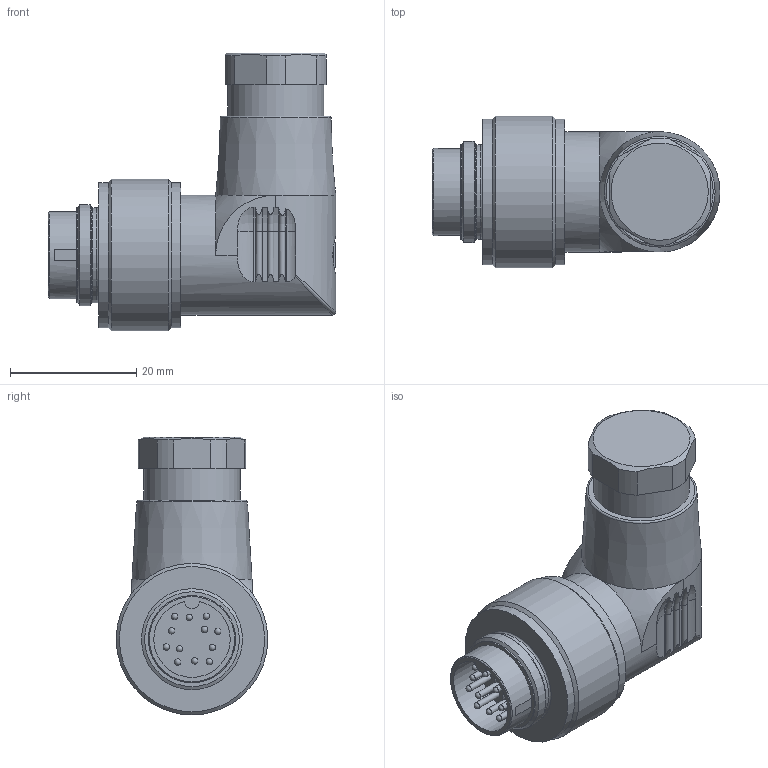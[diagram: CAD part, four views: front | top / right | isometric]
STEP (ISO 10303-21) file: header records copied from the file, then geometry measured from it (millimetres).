
FILE_DESCRIPTION(/* description */ (''),/* implementation_level */ '2;1');
FILE_NAME(/* name */ '99 0129 75 12 001_00.stp',/* time_stamp */ '2014-07-01T15:57:52+02:00',/* author */ (''),/* organization */ (''),/* preprocessor_version */ 'ST-DEVELOPER v14',/* originating_system */ 'SIEMENS PLM Software NX 8.0',/* authorisation */ '');
FILE_SCHEMA (('AP203_CONFIGURATION_CONTROLLED_3D_DESIGN_OF_MECHANICAL_PARTS_AND_ASSEMBLIES_MIM_LF { 1 0 10303 403 2 1 2}'));
Length unit declared in the file: millimetre
Products named in the file (1): cerl10CC0F431cwg
Bounding box: 45.5 x 24 x 44 mm (x, y, z)
Volume: 18642.8 mm3; surface area: 5369.2 mm2
Topology: 1 solids, 1 shells, 132 faces, 342 edges, 209 vertices
Faces by surface type: cylinder 52, plane 45, sphere 12, torus 11, cone 7, bspline 5
Full cylindrical faces by diameter (mm): 1 x12, 13.8 x1, 15 x2, 15.2 x1, 16 x1, 19 x1, 23 x2, 24 x1
Entity records: 5600 total; most frequent: CARTESIAN_POINT 2747, DIRECTION 572, ORIENTED_EDGE 516, EDGE_CURVE 258, AXIS2_PLACEMENT_3D 228, EDGE_LOOP 184, VERTEX_POINT 180, ADVANCED_FACE 132
